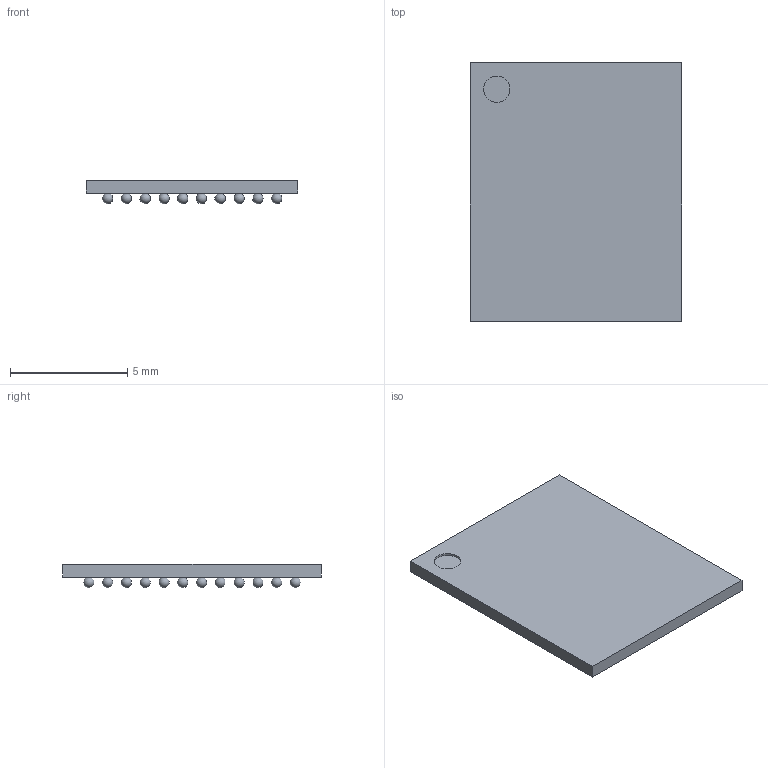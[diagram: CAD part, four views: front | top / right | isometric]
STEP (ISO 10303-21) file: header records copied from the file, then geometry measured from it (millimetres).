
FILE_DESCRIPTION(('FreeCAD Model'),'2;1');
FILE_NAME('13742752.2.1.stp','2021-05-10T10:17:48',( 'Author'),(''),'Open CASCADE STEP processor 6.9','FreeCAD','Unknown' );
FILE_SCHEMA(('AUTOMOTIVE_DESIGN { 1 0 10303 214 1 1 1 1 }'));
Length unit declared in the file: millimetre
Products named in the file (65): ASSEMBLY; A1; A2; A9; A10; B1; B9; B10; C3; C4; C5; C6; C7; C8; D3; D4; D5; D6; D7; D8; E3; E4; E5; E6; E7; E8; F3; F4; F5; F6; F7; F8; G3; G4; G5; G6; G7; G8; H3; H4 ...
Assembly tree (64 placements, depth 2):
  ASSEMBLY
    A1
    A2
    A9
    A10
    B1
    B9
    B10
    C3
    C4
    C5
    C6
    C7
    C8
    D3
    D4
    D5
    D6
    D7
    D8
    E3
    E4
    E5
    E6
    E7
    E8
    F3
    F4
    F5
    F6
    F7
    F8
    G3
    G4
    G5
    G6
    G7
    G8
    H3
    H4
    H5
    H6
    H7
    H8
    J3
    J4
    J5
    J6
    J7
    J8
    K3
    K4
    K5
    K6
    K7
    K8
    L1
    L2
    L9
    L10
Bounding box: 9 x 11 x 1 mm (x, y, z)
Volume: 57.4 mm3; surface area: 260.4 mm2
Topology: 64 solids, 64 shells, 71 faces, 204 edges, 136 vertices
Faces by surface type: sphere 63, plane 7, cylinder 1
Full cylindrical faces by diameter (mm): 1.125 x1
Entity records: 2956 total; most frequent: DIRECTION 319, CARTESIAN_POINT 254, AXIS2_PLACEMENT_3D 138, PRODUCT_DEFINITION_SHAPE 129, VERTEX_POINT 73, FACE_BOUND 72, ADVANCED_FACE 71, SHAPE_DEFINITION_REPRESENTATION 65
